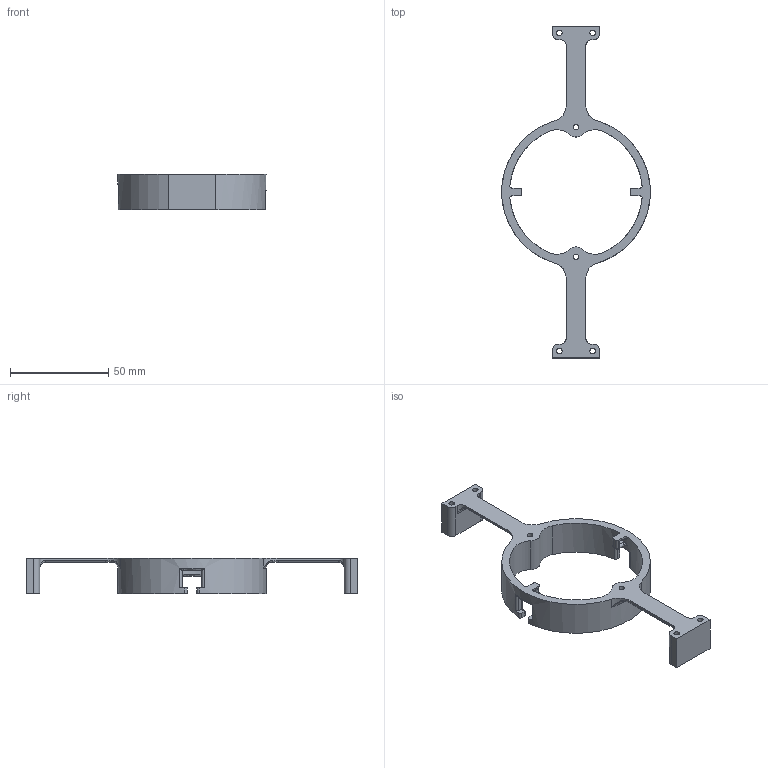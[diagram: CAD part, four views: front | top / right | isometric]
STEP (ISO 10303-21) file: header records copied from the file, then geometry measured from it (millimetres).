
FILE_DESCRIPTION(/* description */ (''),/* implementation_level */ '2;1');
FILE_NAME(/* name */ 'Deckbox_mounting_antennas_level_2.step',/* time_stamp */ '2024-09-25T17:06:20+02:00',/* author */ (''),/* organization */ (''),/* preprocessor_version */ 'ST-DEVELOPER v20',/* originating_system */ 'Autodesk Translation Framework v13.20.0.188',/* authorisation */ '');
FILE_SCHEMA (('AUTOMOTIVE_DESIGN { 1 0 10303 214 3 1 1 }'));
Length unit declared in the file: millimetre
Products named in the file (1): Deckbox_mounting_antennas
Bounding box: 75.54 x 169 x 18 mm (x, y, z)
Volume: 24996.8 mm3; surface area: 15662.6 mm2
Topology: 1 solids, 1 shells, 141 faces, 391 edges, 240 vertices
Faces by surface type: cylinder 67, plane 42, torus 18, bspline 10, sphere 4
Full cylindrical faces by diameter (mm): 2.8 x6, 75.647 x1
Entity records: 5184 total; most frequent: CARTESIAN_POINT 1516, DIRECTION 795, ORIENTED_EDGE 766, EDGE_CURVE 383, AXIS2_PLACEMENT_3D 312, VERTEX_POINT 240, LINE 171, VECTOR 171
